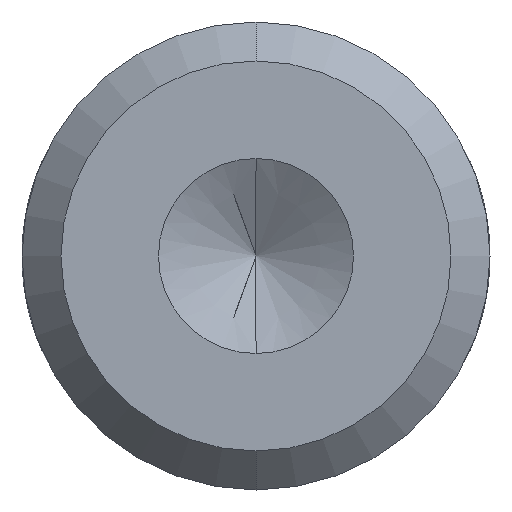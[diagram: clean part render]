
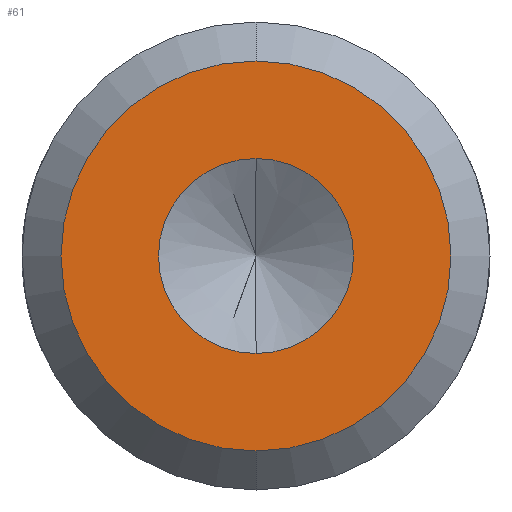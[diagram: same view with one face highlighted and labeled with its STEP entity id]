
A CAD part, front view. The second image highlights one B-rep face of the part: STEP entity #61.
In plain terms, the highlighted planar face has unit normal (0, -1, 0).
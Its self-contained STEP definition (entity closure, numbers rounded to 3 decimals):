
#23 = CIRCLE ( 'NONE', #595, 2.5 ) ;
#61 = ADVANCED_FACE ( 'NONE', ( #910, #333 ), #982, .F. ) ;
#99 = EDGE_LOOP ( 'NONE', ( #224, #600 ) ) ;
#105 = CARTESIAN_POINT ( 'NONE',  ( 0., 0., 2.5 ) ) ;
#106 = EDGE_CURVE ( 'NONE', #440, #993, #988, .T. ) ;
#124 = AXIS2_PLACEMENT_3D ( 'NONE', #968, #604, #282 ) ;
#184 = CARTESIAN_POINT ( 'NONE',  ( 0., 0., 5. ) ) ;
#189 = CARTESIAN_POINT ( 'NONE',  ( 0., 0., 0. ) ) ;
#194 = CARTESIAN_POINT ( 'NONE',  ( 0., 0., 0. ) ) ;
#224 = ORIENTED_EDGE ( 'NONE', *, *, #438, .T. ) ;
#282 = DIRECTION ( 'NONE',  ( 0., 0., -1. ) ) ;
#288 = AXIS2_PLACEMENT_3D ( 'NONE', #941, #726, #400 ) ;
#309 = DIRECTION ( 'NONE',  ( 0., -1., 0. ) ) ;
#333 = FACE_OUTER_BOUND ( 'NONE', #99, .T. ) ;
#358 = EDGE_CURVE ( 'NONE', #362, #532, #565, .T. ) ;
#362 = VERTEX_POINT ( 'NONE', #638 ) ;
#400 = DIRECTION ( 'NONE',  ( 0., 0., -1. ) ) ;
#438 = EDGE_CURVE ( 'NONE', #532, #362, #674, .T. ) ;
#440 = VERTEX_POINT ( 'NONE', #105 ) ;
#488 = ORIENTED_EDGE ( 'NONE', *, *, #106, .F. ) ;
#502 = DIRECTION ( 'NONE',  ( 0., 0., 1. ) ) ;
#532 = VERTEX_POINT ( 'NONE', #184 ) ;
#533 = DIRECTION ( 'NONE',  ( 0., 0., -1. ) ) ;
#539 = CARTESIAN_POINT ( 'NONE',  ( 0., 0., 0. ) ) ;
#543 = AXIS2_PLACEMENT_3D ( 'NONE', #194, #911, #502 ) ;
#565 = CIRCLE ( 'NONE', #288, 5. ) ;
#595 = AXIS2_PLACEMENT_3D ( 'NONE', #539, #309, #533 ) ;
#600 = ORIENTED_EDGE ( 'NONE', *, *, #358, .T. ) ;
#604 = DIRECTION ( 'NONE',  ( 0., -1., 0. ) ) ;
#617 = EDGE_CURVE ( 'NONE', #993, #440, #23, .T. ) ;
#638 = CARTESIAN_POINT ( 'NONE',  ( 0., 0., -5. ) ) ;
#674 = CIRCLE ( 'NONE', #914, 5. ) ;
#726 = DIRECTION ( 'NONE',  ( 0., -1., 0. ) ) ;
#730 = DIRECTION ( 'NONE',  ( 0., -1., 0. ) ) ;
#883 = ORIENTED_EDGE ( 'NONE', *, *, #617, .F. ) ;
#891 = DIRECTION ( 'NONE',  ( 0., 0., -1. ) ) ;
#900 = CARTESIAN_POINT ( 'NONE',  ( 0., 0., -2.5 ) ) ;
#910 = FACE_BOUND ( 'NONE', #924, .T. ) ;
#911 = DIRECTION ( 'NONE',  ( 0., 1., 0. ) ) ;
#914 = AXIS2_PLACEMENT_3D ( 'NONE', #189, #730, #891 ) ;
#924 = EDGE_LOOP ( 'NONE', ( #883, #488 ) ) ;
#941 = CARTESIAN_POINT ( 'NONE',  ( 0., 0., 0. ) ) ;
#968 = CARTESIAN_POINT ( 'NONE',  ( 0., 0., 0. ) ) ;
#982 = PLANE ( 'NONE',  #543 ) ;
#988 = CIRCLE ( 'NONE', #124, 2.5 ) ;
#993 = VERTEX_POINT ( 'NONE', #900 ) ;
